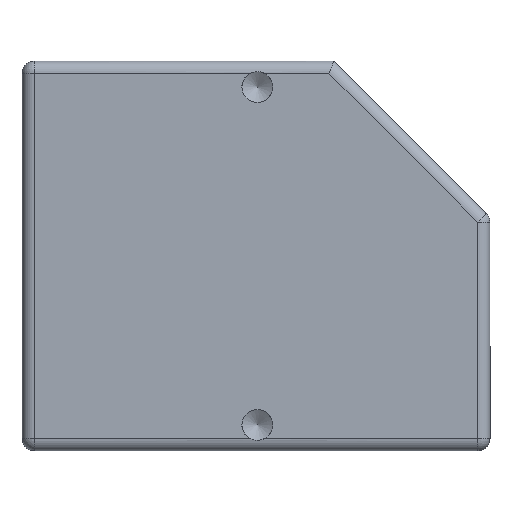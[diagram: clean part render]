
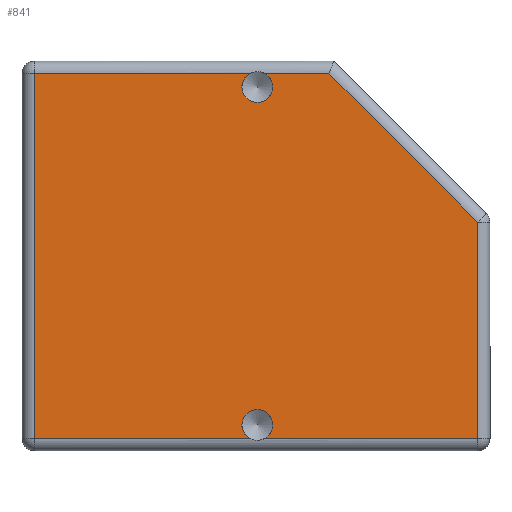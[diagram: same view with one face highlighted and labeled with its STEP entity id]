
A CAD part, left-side view. The second image highlights one B-rep face of the part: STEP entity #841.
In plain terms, the highlighted planar face has unit normal (-1, 0, 0).
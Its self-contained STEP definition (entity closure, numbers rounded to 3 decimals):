
#38=PLANE('',#920);
#88=FACE_OUTER_BOUND('',#147,.T.);
#147=EDGE_LOOP('',(#601,#602,#603,#604,#605,#606,#607,#608,#609,#610,#611));
#208=LINE('',#1372,#276);
#209=LINE('',#1374,#277);
#210=LINE('',#1375,#278);
#211=LINE('',#1377,#279);
#212=LINE('',#1379,#280);
#213=LINE('',#1381,#281);
#214=LINE('',#1382,#282);
#276=VECTOR('',#1053,10.);
#277=VECTOR('',#1054,10.);
#278=VECTOR('',#1055,10.);
#279=VECTOR('',#1056,10.);
#280=VECTOR('',#1057,10.);
#281=VECTOR('',#1058,10.);
#282=VECTOR('',#1059,10.);
#341=CIRCLE('',#913,2.514);
#342=CIRCLE('',#914,2.514);
#344=CIRCLE('',#918,2.514);
#345=CIRCLE('',#919,2.514);
#390=VERTEX_POINT('',#1332);
#391=VERTEX_POINT('',#1333);
#392=VERTEX_POINT('',#1344);
#395=VERTEX_POINT('',#1354);
#396=VERTEX_POINT('',#1355);
#397=VERTEX_POINT('',#1366);
#398=VERTEX_POINT('',#1371);
#399=VERTEX_POINT('',#1373);
#400=VERTEX_POINT('',#1376);
#401=VERTEX_POINT('',#1378);
#402=VERTEX_POINT('',#1380);
#460=EDGE_CURVE('',#392,#390,#341,.T.);
#462=EDGE_CURVE('',#391,#392,#342,.T.);
#466=EDGE_CURVE('',#397,#395,#344,.T.);
#468=EDGE_CURVE('',#396,#397,#345,.T.);
#469=EDGE_CURVE('',#398,#390,#208,.T.);
#470=EDGE_CURVE('',#399,#398,#209,.T.);
#471=EDGE_CURVE('',#396,#399,#210,.T.);
#472=EDGE_CURVE('',#400,#395,#211,.T.);
#473=EDGE_CURVE('',#401,#400,#212,.T.);
#474=EDGE_CURVE('',#402,#401,#213,.T.);
#475=EDGE_CURVE('',#391,#402,#214,.T.);
#601=ORIENTED_EDGE('',*,*,#462,.T.);
#602=ORIENTED_EDGE('',*,*,#460,.T.);
#603=ORIENTED_EDGE('',*,*,#469,.F.);
#604=ORIENTED_EDGE('',*,*,#470,.F.);
#605=ORIENTED_EDGE('',*,*,#471,.F.);
#606=ORIENTED_EDGE('',*,*,#468,.T.);
#607=ORIENTED_EDGE('',*,*,#466,.T.);
#608=ORIENTED_EDGE('',*,*,#472,.F.);
#609=ORIENTED_EDGE('',*,*,#473,.F.);
#610=ORIENTED_EDGE('',*,*,#474,.F.);
#611=ORIENTED_EDGE('',*,*,#475,.F.);
#841=ADVANCED_FACE('',(#88),#38,.T.);
#913=AXIS2_PLACEMENT_3D('',#1345,#1034,#1035);
#914=AXIS2_PLACEMENT_3D('',#1347,#1037,#1038);
#918=AXIS2_PLACEMENT_3D('',#1367,#1046,#1047);
#919=AXIS2_PLACEMENT_3D('',#1369,#1049,#1050);
#920=AXIS2_PLACEMENT_3D('',#1370,#1051,#1052);
#1034=DIRECTION('center_axis',(1.,0.,0.));
#1035=DIRECTION('ref_axis',(0.,-1.,0.));
#1037=DIRECTION('center_axis',(1.,0.,0.));
#1038=DIRECTION('ref_axis',(0.,-1.,0.));
#1046=DIRECTION('center_axis',(1.,0.,0.));
#1047=DIRECTION('ref_axis',(0.,-1.,0.));
#1049=DIRECTION('center_axis',(1.,0.,0.));
#1050=DIRECTION('ref_axis',(0.,-1.,0.));
#1051=DIRECTION('center_axis',(-1.,0.,0.));
#1052=DIRECTION('ref_axis',(0.,0.,1.));
#1053=DIRECTION('',(0.,-1.,0.));
#1054=DIRECTION('',(0.,0.,1.));
#1055=DIRECTION('',(0.,1.,0.));
#1056=DIRECTION('',(0.,1.,0.));
#1057=DIRECTION('',(0.,0.,-1.));
#1058=DIRECTION('',(0.,-0.707,-0.707));
#1059=DIRECTION('',(0.,-1.,0.));
#1332=CARTESIAN_POINT('',(0.,39.005,61.5));
#1333=CARTESIAN_POINT('',(0.,36.76,61.5));
#1344=CARTESIAN_POINT('',(0.,40.397,59.25));
#1345=CARTESIAN_POINT('Origin',(0.,37.883,59.25));
#1347=CARTESIAN_POINT('Origin',(0.,37.883,59.25));
#1354=CARTESIAN_POINT('',(0.,36.76,2.));
#1355=CARTESIAN_POINT('',(0.,39.005,2.));
#1366=CARTESIAN_POINT('',(0.,40.397,4.25));
#1367=CARTESIAN_POINT('Origin',(0.,37.882,4.25));
#1369=CARTESIAN_POINT('Origin',(0.,37.882,4.25));
#1370=CARTESIAN_POINT('Origin',(0.,0.,0.));
#1371=CARTESIAN_POINT('',(0.,74.2,61.5));
#1372=CARTESIAN_POINT('',(0.,0.,61.5));
#1373=CARTESIAN_POINT('',(0.,74.2,2.));
#1374=CARTESIAN_POINT('',(0.,74.2,15.875));
#1375=CARTESIAN_POINT('',(0.,0.,2.));
#1376=CARTESIAN_POINT('',(0.,2.,2.));
#1377=CARTESIAN_POINT('',(0.,0.,2.));
#1378=CARTESIAN_POINT('',(0.,2.,37.272));
#1379=CARTESIAN_POINT('',(0.,2.,15.875));
#1380=CARTESIAN_POINT('',(0.,26.228,61.5));
#1381=CARTESIAN_POINT('',(0.,4.589,39.861));
#1382=CARTESIAN_POINT('',(0.,0.,61.5));
